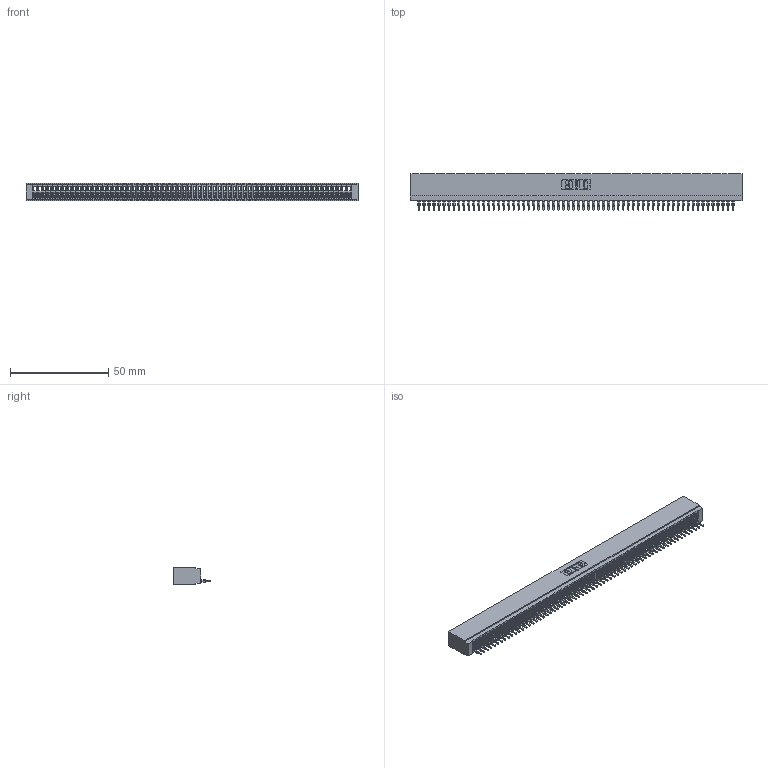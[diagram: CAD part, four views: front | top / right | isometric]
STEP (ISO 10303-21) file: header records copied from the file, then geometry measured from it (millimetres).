
FILE_DESCRIPTION (( 'STEP AP203' ), '1' );
FILE_NAME ('725-064-525-101.STEP', '2026-03-06T00:37:28', ( '' ), ( '' ), 'SwSTEP 2.0', 'SolidWorks 2023', '' );
FILE_SCHEMA (( 'CONFIG_CONTROL_DESIGN' ));
Products named in the file (3): 745-292-001_525; 725 Part_Insulator Option - 01; 725-064-525-101
Assembly tree (65 placements, depth 2):
  725-064-525-101
    725 Part_Insulator Option - 01
    745-292-001_525  x64
Bounding box: 169.16 x 18.8 x 8.89 mm (x, y, z)
Volume: 12659.2 mm3; surface area: 24639.5 mm2
Topology: 65 solids, 65 shells, 7263 faces, 19966 edges, 12584 vertices
Faces by surface type: plane 4343, bspline 1280, cylinder 1256, torus 384
Entity records: 102658 total; most frequent: CARTESIAN_POINT 18591, ORIENTED_EDGE 18134, DIRECTION 15697, EDGE_CURVE 9067, LINE 8501, VECTOR 8501, VERTEX_POINT 5780, AXIS2_PLACEMENT_3D 3598
